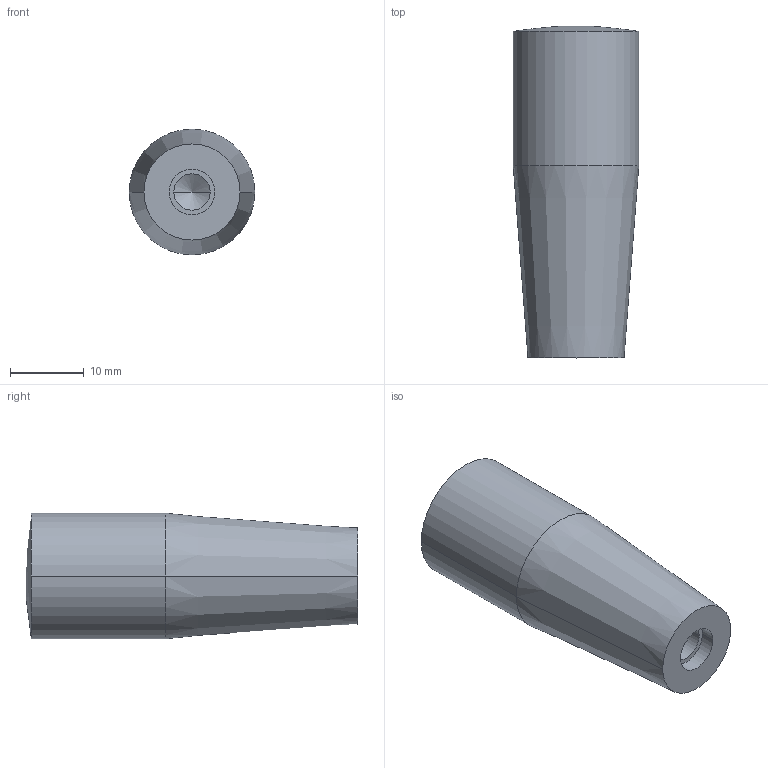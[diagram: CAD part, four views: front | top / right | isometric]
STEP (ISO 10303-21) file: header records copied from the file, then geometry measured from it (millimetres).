
FILE_DESCRIPTION( ( '' ), '1' );
FILE_NAME( 'K0172.106.stp', '2012-10-29T10:57:08', ( '' ), ( '' ), ' ', ' ', ' ' );
FILE_SCHEMA( ( 'CONFIG_CONTROL_DESIGN' ) );
Length unit declared in the file: millimetre
Products named in the file (1): 1
Bounding box: 17 x 44.91 x 17 mm (x, y, z)
Volume: 8545.5 mm3; surface area: 2789.3 mm2
Topology: 1 solids, 1 shells, 13 faces, 26 edges, 15 vertices
Faces by surface type: cylinder 6, cone 4, plane 2, sphere 1
Entity records: 372 total; most frequent: DIRECTION 66, CARTESIAN_POINT 53, ORIENTED_EDGE 48, AXIS2_PLACEMENT_3D 28, EDGE_CURVE 24, EDGE_LOOP 15, VERTEX_POINT 15, CIRCLE 14
